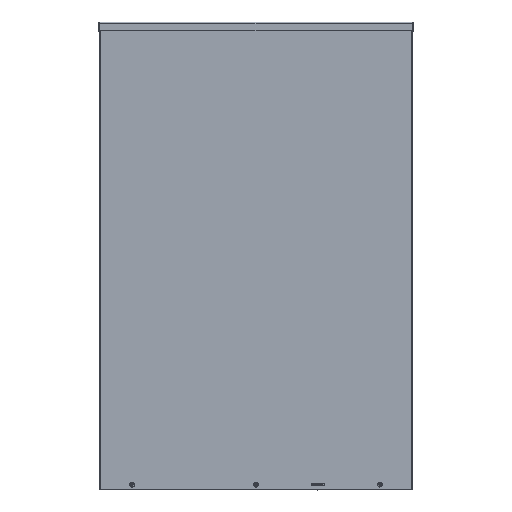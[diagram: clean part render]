
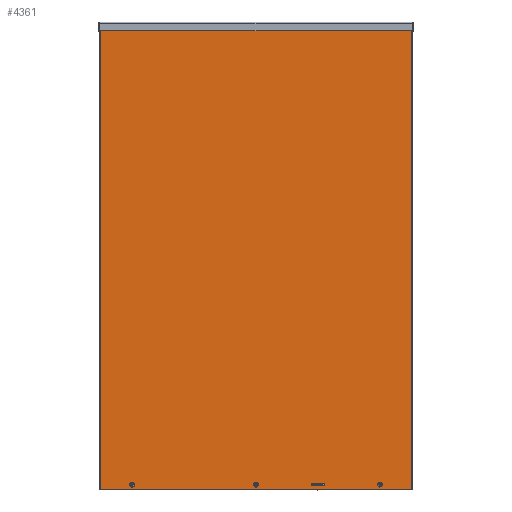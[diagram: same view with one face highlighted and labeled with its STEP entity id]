
A CAD part, top view. The second image highlights one B-rep face of the part: STEP entity #4361.
In plain terms, the highlighted face is planar.
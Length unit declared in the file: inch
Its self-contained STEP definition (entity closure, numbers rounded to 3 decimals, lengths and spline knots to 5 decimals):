
#391=LINE('',#6732,#757);
#395=LINE('',#6740,#761);
#398=LINE('',#6746,#764);
#401=LINE('',#6751,#767);
#404=LINE('',#6790,#770);
#420=LINE('',#6831,#786);
#435=LINE('',#6866,#801);
#437=LINE('',#6869,#803);
#757=VECTOR('',#5434,0.1875);
#761=VECTOR('',#5440,1.);
#764=VECTOR('',#5445,0.1875);
#767=VECTOR('',#5450,1.);
#770=VECTOR('',#5493,36.);
#786=VECTOR('',#5535,36.);
#801=VECTOR('',#5574,23.9375);
#803=VECTOR('',#5578,23.9375);
#1052=PLANE('',#4726);
#1176=FACE_BOUND('',#1663,.T.);
#1177=FACE_BOUND('',#1664,.T.);
#1178=FACE_BOUND('',#1665,.T.);
#1179=FACE_BOUND('',#1666,.T.);
#1180=FACE_BOUND('',#1667,.T.);
#1181=FACE_BOUND('',#1668,.T.);
#1182=FACE_BOUND('',#1669,.T.);
#1183=FACE_BOUND('',#1670,.T.);
#1663=EDGE_LOOP('',(#3448,#3449,#3450,#3451));
#1664=EDGE_LOOP('',(#3452));
#1665=EDGE_LOOP('',(#3453));
#1666=EDGE_LOOP('',(#3454));
#1667=EDGE_LOOP('',(#3455));
#1668=EDGE_LOOP('',(#3456));
#1669=EDGE_LOOP('',(#3457));
#1670=EDGE_LOOP('',(#3458,#3459,#3460,#3461));
#1881=CIRCLE('',#4683,0.15625);
#1883=CIRCLE('',#4686,0.15625);
#1885=CIRCLE('',#4689,0.15625);
#1887=CIRCLE('',#4692,0.15625);
#1889=CIRCLE('',#4695,0.15625);
#1891=CIRCLE('',#4698,0.15625);
#2100=VERTEX_POINT('',#6730);
#2101=VERTEX_POINT('',#6731);
#2104=VERTEX_POINT('',#6739);
#2106=VERTEX_POINT('',#6745);
#2109=VERTEX_POINT('',#6756);
#2111=VERTEX_POINT('',#6761);
#2113=VERTEX_POINT('',#6766);
#2115=VERTEX_POINT('',#6771);
#2117=VERTEX_POINT('',#6776);
#2119=VERTEX_POINT('',#6781);
#2122=VERTEX_POINT('',#6787);
#2123=VERTEX_POINT('',#6789);
#2134=VERTEX_POINT('',#6828);
#2135=VERTEX_POINT('',#6830);
#2542=EDGE_CURVE('',#2100,#2101,#391,.T.);
#2546=EDGE_CURVE('',#2104,#2100,#395,.T.);
#2549=EDGE_CURVE('',#2106,#2104,#398,.T.);
#2552=EDGE_CURVE('',#2101,#2106,#401,.T.);
#2555=EDGE_CURVE('',#2109,#2109,#1881,.T.);
#2557=EDGE_CURVE('',#2111,#2111,#1883,.T.);
#2559=EDGE_CURVE('',#2113,#2113,#1885,.T.);
#2561=EDGE_CURVE('',#2115,#2115,#1887,.T.);
#2563=EDGE_CURVE('',#2117,#2117,#1889,.T.);
#2565=EDGE_CURVE('',#2119,#2119,#1891,.T.);
#2568=EDGE_CURVE('',#2123,#2122,#404,.T.);
#2588=EDGE_CURVE('',#2135,#2134,#420,.T.);
#2606=EDGE_CURVE('',#2122,#2135,#435,.T.);
#2608=EDGE_CURVE('',#2134,#2123,#437,.T.);
#3448=ORIENTED_EDGE('',*,*,#2542,.T.);
#3449=ORIENTED_EDGE('',*,*,#2552,.T.);
#3450=ORIENTED_EDGE('',*,*,#2549,.T.);
#3451=ORIENTED_EDGE('',*,*,#2546,.T.);
#3452=ORIENTED_EDGE('',*,*,#2555,.T.);
#3453=ORIENTED_EDGE('',*,*,#2557,.T.);
#3454=ORIENTED_EDGE('',*,*,#2559,.T.);
#3455=ORIENTED_EDGE('',*,*,#2561,.T.);
#3456=ORIENTED_EDGE('',*,*,#2563,.T.);
#3457=ORIENTED_EDGE('',*,*,#2565,.T.);
#3458=ORIENTED_EDGE('',*,*,#2588,.T.);
#3459=ORIENTED_EDGE('',*,*,#2608,.T.);
#3460=ORIENTED_EDGE('',*,*,#2568,.T.);
#3461=ORIENTED_EDGE('',*,*,#2606,.T.);
#4361=ADVANCED_FACE('',(#1176,#1177,#1178,#1179,#1180,#1181,#1182,#1183),
#1052,.F.);
#4683=AXIS2_PLACEMENT_3D('',#6757,#5456,#5457);
#4686=AXIS2_PLACEMENT_3D('',#6762,#5462,#5463);
#4689=AXIS2_PLACEMENT_3D('',#6767,#5468,#5469);
#4692=AXIS2_PLACEMENT_3D('',#6772,#5474,#5475);
#4695=AXIS2_PLACEMENT_3D('',#6777,#5480,#5481);
#4698=AXIS2_PLACEMENT_3D('',#6782,#5486,#5487);
#4726=AXIS2_PLACEMENT_3D('',#6868,#5576,#5577);
#5434=DIRECTION('',(0.,-1.,0.));
#5440=DIRECTION('',(-1.,0.,0.));
#5445=DIRECTION('',(0.,1.,0.));
#5450=DIRECTION('',(1.,0.,0.));
#5456=DIRECTION('center_axis',(0.,0.,1.));
#5457=DIRECTION('ref_axis',(1.,0.,0.));
#5462=DIRECTION('center_axis',(0.,0.,1.));
#5463=DIRECTION('ref_axis',(1.,0.,0.));
#5468=DIRECTION('center_axis',(0.,0.,1.));
#5469=DIRECTION('ref_axis',(1.,0.,0.));
#5474=DIRECTION('center_axis',(0.,0.,1.));
#5475=DIRECTION('ref_axis',(1.,0.,0.));
#5480=DIRECTION('center_axis',(0.,0.,1.));
#5481=DIRECTION('ref_axis',(1.,0.,0.));
#5486=DIRECTION('center_axis',(0.,0.,1.));
#5487=DIRECTION('ref_axis',(1.,0.,0.));
#5493=DIRECTION('',(0.,-1.,0.));
#5535=DIRECTION('',(0.,1.,0.));
#5574=DIRECTION('',(-1.,0.,0.));
#5576=DIRECTION('center_axis',(0.,0.,1.));
#5577=DIRECTION('ref_axis',(1.,0.,0.));
#5578=DIRECTION('',(1.,0.,0.));
#6730=CARTESIAN_POINT('',(-5.28125,-17.53125,0.));
#6731=CARTESIAN_POINT('',(-5.28125,-17.71875,0.));
#6732=CARTESIAN_POINT('',(-5.28125,-8.76563,0.));
#6739=CARTESIAN_POINT('',(-4.28125,-17.53125,0.));
#6740=CARTESIAN_POINT('',(-2.14063,-17.53125,0.));
#6745=CARTESIAN_POINT('',(-4.28125,-17.71875,0.));
#6746=CARTESIAN_POINT('',(-4.28125,-8.85938,0.));
#6751=CARTESIAN_POINT('',(-2.64063,-17.71875,0.));
#6756=CARTESIAN_POINT('',(9.40625,-17.625,0.));
#6757=CARTESIAN_POINT('Origin',(9.5625,-17.625,0.));
#6761=CARTESIAN_POINT('',(9.40625,17.625,0.));
#6762=CARTESIAN_POINT('Origin',(9.5625,17.625,0.));
#6766=CARTESIAN_POINT('',(-0.15625,-17.625,0.));
#6767=CARTESIAN_POINT('Origin',(0.,-17.625,0.));
#6771=CARTESIAN_POINT('',(-0.15625,17.625,0.));
#6772=CARTESIAN_POINT('Origin',(0.,17.625,0.));
#6776=CARTESIAN_POINT('',(-9.71875,-17.625,0.));
#6777=CARTESIAN_POINT('Origin',(-9.5625,-17.625,0.));
#6781=CARTESIAN_POINT('',(-9.71875,17.625,0.));
#6782=CARTESIAN_POINT('Origin',(-9.5625,17.625,0.));
#6787=CARTESIAN_POINT('',(11.96875,-18.,0.));
#6789=CARTESIAN_POINT('',(11.96875,18.,0.));
#6790=CARTESIAN_POINT('',(11.96875,9.,0.));
#6828=CARTESIAN_POINT('',(-11.96875,18.,0.));
#6830=CARTESIAN_POINT('',(-11.96875,-18.,0.));
#6831=CARTESIAN_POINT('',(-11.96875,-9.,0.));
#6866=CARTESIAN_POINT('',(12.,-18.,0.));
#6868=CARTESIAN_POINT('Origin',(0.,0.,
0.));
#6869=CARTESIAN_POINT('',(-12.,18.,0.));
